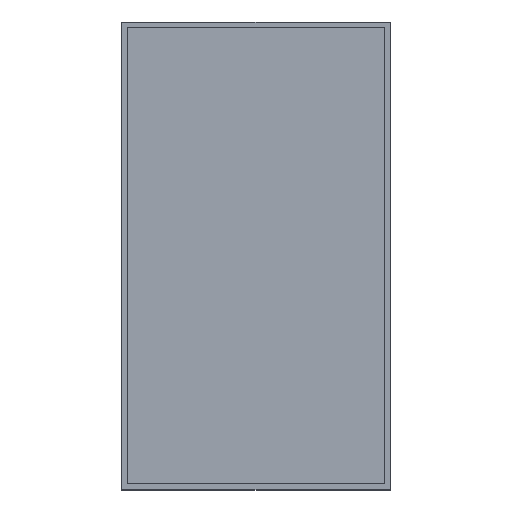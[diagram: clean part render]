
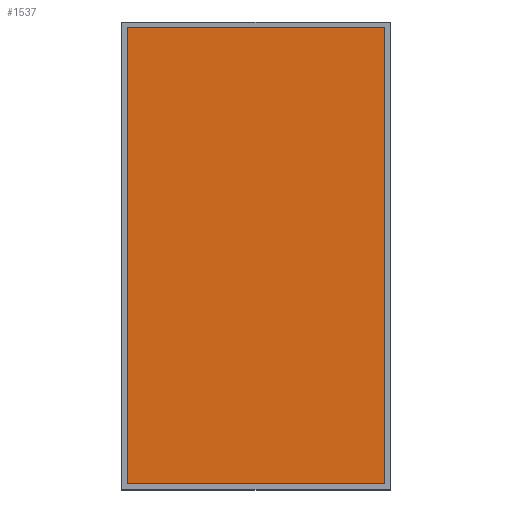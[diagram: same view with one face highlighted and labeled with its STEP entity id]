
A CAD part, top view. The second image highlights one B-rep face of the part: STEP entity #1537.
In plain terms, the highlighted planar face has unit normal (0, 0, 1).
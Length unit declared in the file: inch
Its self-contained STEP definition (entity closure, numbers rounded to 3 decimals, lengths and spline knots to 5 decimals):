
#459=DIRECTION('',(0.,1.,0.));
#460=VECTOR('',#459,1.53543);
#461=CARTESIAN_POINT('',(-0.43307,-0.76772,
0.2126));
#462=LINE('',#461,#460);
#463=DIRECTION('',(1.,0.,0.));
#464=VECTOR('',#463,0.86614);
#465=CARTESIAN_POINT('',(-0.43307,0.76772,
0.2126));
#466=LINE('',#465,#464);
#467=DIRECTION('',(0.,-1.,0.));
#468=VECTOR('',#467,1.53543);
#469=CARTESIAN_POINT('',(0.43307,0.76772,
0.2126));
#470=LINE('',#469,#468);
#471=DIRECTION('',(-1.,0.,0.));
#472=VECTOR('',#471,0.86614);
#473=CARTESIAN_POINT('',(0.43307,-0.76772,
0.2126));
#474=LINE('',#473,#472);
#681=CARTESIAN_POINT('',(-0.43307,-0.76772,
0.2126));
#682=CARTESIAN_POINT('',(-0.43307,0.76772,
0.2126));
#683=VERTEX_POINT('',#681);
#684=VERTEX_POINT('',#682);
#685=CARTESIAN_POINT('',(0.43307,-0.76772,
0.2126));
#686=VERTEX_POINT('',#685);
#687=CARTESIAN_POINT('',(0.43307,0.76772,
0.2126));
#688=VERTEX_POINT('',#687);
#1526=CARTESIAN_POINT('',(0.,0.,0.2126));
#1527=DIRECTION('',(0.,0.,1.));
#1528=DIRECTION('',(1.,0.,0.));
#1529=AXIS2_PLACEMENT_3D('',#1526,#1527,#1528);
#1530=PLANE('',#1529);
#1531=ORIENTED_EDGE('',*,*,#1478,.T.);
#1532=ORIENTED_EDGE('',*,*,#1493,.T.);
#1533=ORIENTED_EDGE('',*,*,#1507,.T.);
#1534=ORIENTED_EDGE('',*,*,#1520,.T.);
#1535=EDGE_LOOP('',(#1531,#1532,#1533,#1534));
#1536=FACE_OUTER_BOUND('',#1535,.F.);
#1537=ADVANCED_FACE('',(#1536),#1530,.T.);
#1478=EDGE_CURVE('',#683,#684,#462,.T.);
#1493=EDGE_CURVE('',#684,#688,#466,.T.);
#1507=EDGE_CURVE('',#688,#686,#470,.T.);
#1520=EDGE_CURVE('',#686,#683,#474,.T.);
